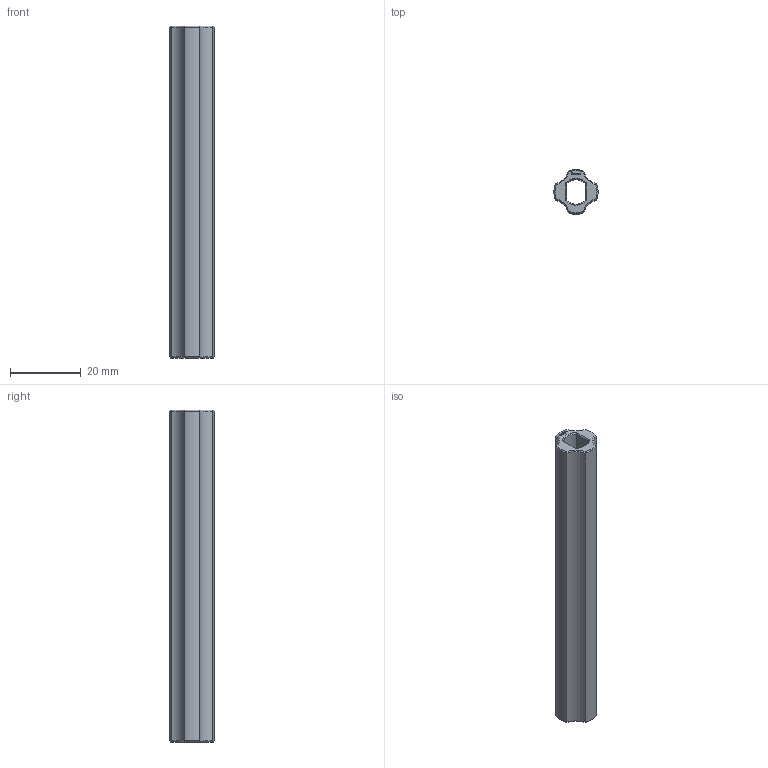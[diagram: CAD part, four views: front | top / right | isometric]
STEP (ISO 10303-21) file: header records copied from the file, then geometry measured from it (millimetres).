
FILE_DESCRIPTION(('FreeCAD Model'),'2;1');
FILE_NAME('Open CASCADE Shape Model','2024-01-01T12:33:24',(''),(''), 'Open CASCADE STEP processor 7.6','FreeCAD','Unknown');
FILE_SCHEMA(('AUTOMOTIVE_DESIGN { 1 0 10303 214 1 1 1 1 }'));
Length unit declared in the file: millimetre
Products named in the file (1): Spacer FXD BU01.00x07.50 - SPN-SPR-0033 (stemfie.org)
Bounding box: 12.47 x 12.47 x 93.75 mm (x, y, z)
Volume: 6860.9 mm3; surface area: 5815.3 mm2
Topology: 1 solids, 1 shells, 571 faces, 1587 edges, 1050 vertices
Faces by surface type: plane 315, extrusion 226, cone 20, cylinder 10
Entity records: 39142 total; most frequent: CARTESIAN_POINT 8843, DIRECTION 4799, VECTOR 3951, LINE 3725, ORIENTED_EDGE 3174, PCURVE 3174, DEFINITIONAL_REPRESENTATION 3174, EDGE_CURVE 1587
